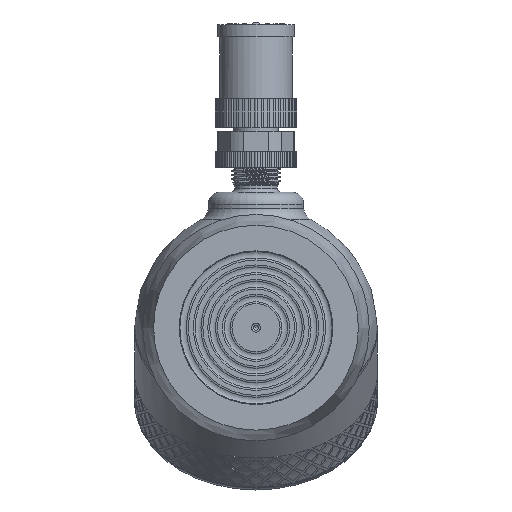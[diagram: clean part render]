
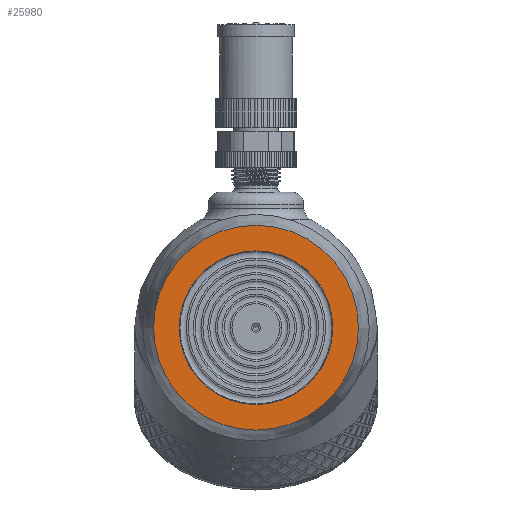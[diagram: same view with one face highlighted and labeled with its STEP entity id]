
A CAD part, left-side view. The second image highlights one B-rep face of the part: STEP entity #25980.
In plain terms, the highlighted planar face has unit normal (-1, 0, 0).
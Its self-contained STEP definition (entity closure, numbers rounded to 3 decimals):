
#1014=FACE_BOUND('',#3344,.T.);
#1366=PLANE('',#27891);
#1645=FACE_OUTER_BOUND('',#3343,.T.);
#3343=EDGE_LOOP('',(#17519));
#3344=EDGE_LOOP('',(#17520));
#5334=CIRCLE('',#27883,19.);
#5339=CIRCLE('',#27892,25.321);
#10225=VERTEX_POINT('',#38345);
#10228=VERTEX_POINT('',#38358);
#13087=EDGE_CURVE('',#10225,#10225,#5334,.T.);
#13093=EDGE_CURVE('',#10228,#10228,#5339,.T.);
#17519=ORIENTED_EDGE('',*,*,#13093,.F.);
#17520=ORIENTED_EDGE('',*,*,#13087,.T.);
#25980=ADVANCED_FACE('',(#1645,#1014),#1366,.T.);
#27883=AXIS2_PLACEMENT_3D('',#38346,#29808,#29809);
#27891=AXIS2_PLACEMENT_3D('',#38357,#29825,#29826);
#27892=AXIS2_PLACEMENT_3D('',#38359,#29827,#29828);
#29808=DIRECTION('center_axis',(1.,0.,0.));
#29809=DIRECTION('ref_axis',(0.,1.,0.));
#29825=DIRECTION('center_axis',(-1.,0.,0.));
#29826=DIRECTION('ref_axis',(0.,0.,1.));
#29827=DIRECTION('center_axis',(1.,0.,0.));
#29828=DIRECTION('ref_axis',(0.,0.,-1.));
#38345=CARTESIAN_POINT('',(-37.,-19.,0.));
#38346=CARTESIAN_POINT('Origin',(-37.,0.,0.));
#38357=CARTESIAN_POINT('Origin',(-37.,25.321,0.));
#38358=CARTESIAN_POINT('',(-37.,-25.321,0.));
#38359=CARTESIAN_POINT('Origin',(-37.,0.,0.));
